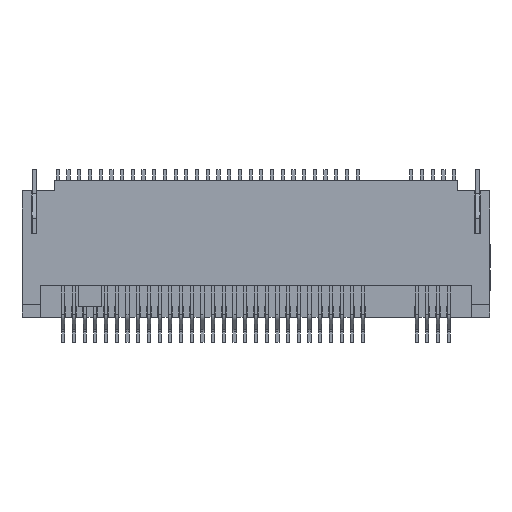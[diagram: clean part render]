
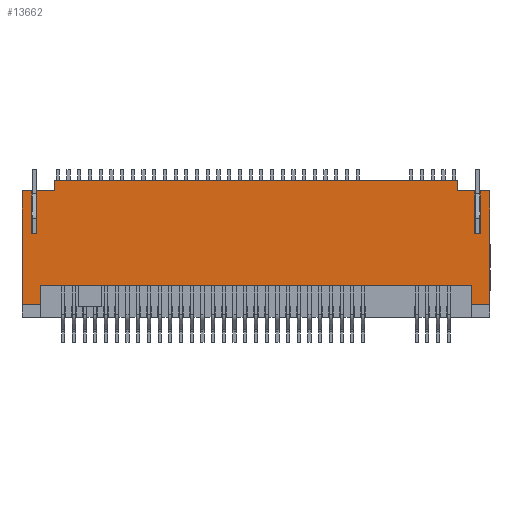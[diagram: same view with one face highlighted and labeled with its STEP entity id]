
A CAD part, top view. The second image highlights one B-rep face of the part: STEP entity #13662.
In plain terms, the highlighted planar face has unit normal (0, 0, 1).
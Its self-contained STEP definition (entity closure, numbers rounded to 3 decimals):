
#8264 = VERTEX_POINT('',#8265);
#8265 = CARTESIAN_POINT('',(-10.075,-1.465,
    2.05));
#8312 = VERTEX_POINT('',#8313);
#8313 = CARTESIAN_POINT('',(10.075,-1.465,
    2.05));
#8319 = EDGE_CURVE('',#8312,#8264,#8320,.T.);
#8320 = LINE('',#8321,#8322);
#8321 = CARTESIAN_POINT('',(-10.075,-1.465,
    2.05));
#8322 = VECTOR('',#8323,1.);
#8323 = DIRECTION('',(-1.,0.,-0.));
#11099 = VERTEX_POINT('',#11100);
#11100 = CARTESIAN_POINT('',(-9.425,3.435,
    2.05));
#11106 = EDGE_CURVE('',#11107,#11099,#11109,.T.);
#11107 = VERTEX_POINT('',#11108);
#11108 = CARTESIAN_POINT('',(9.425,3.435,
    2.05));
#11109 = LINE('',#11110,#11111);
#11110 = CARTESIAN_POINT('',(-10.925,3.435,
    2.05));
#11111 = VECTOR('',#11112,1.);
#11112 = DIRECTION('',(-1.,-0.,-0.));
#12596 = VERTEX_POINT('',#12597);
#12597 = CARTESIAN_POINT('',(10.475,2.935,
    2.05));
#12603 = EDGE_CURVE('',#12596,#12604,#12606,.T.);
#12604 = VERTEX_POINT('',#12605);
#12605 = CARTESIAN_POINT('',(10.925,2.935,
    2.05));
#12606 = LINE('',#12607,#12608);
#12607 = CARTESIAN_POINT('',(10.925,2.935,
    2.05));
#12608 = VECTOR('',#12609,1.);
#12609 = DIRECTION('',(1.,0.,0.));
#12652 = VERTEX_POINT('',#12653);
#12653 = CARTESIAN_POINT('',(-10.925,2.935,
    2.05));
#12659 = EDGE_CURVE('',#12652,#12660,#12662,.T.);
#12660 = VERTEX_POINT('',#12661);
#12661 = CARTESIAN_POINT('',(-10.475,2.935,2.05
    ));
#12662 = LINE('',#12663,#12664);
#12663 = CARTESIAN_POINT('',(-10.925,2.935,
    2.05));
#12664 = VECTOR('',#12665,1.);
#12665 = DIRECTION('',(1.,0.,0.));
#13595 = EDGE_CURVE('',#13596,#12604,#13598,.T.);
#13596 = VERTEX_POINT('',#13597);
#13597 = CARTESIAN_POINT('',(10.925,-2.365,
    2.05));
#13598 = LINE('',#13599,#13600);
#13599 = CARTESIAN_POINT('',(10.925,3.435,
    2.05));
#13600 = VECTOR('',#13601,1.);
#13601 = DIRECTION('',(0.,1.,0.));
#13644 = VERTEX_POINT('',#13645);
#13645 = CARTESIAN_POINT('',(-10.925,-2.365,
    2.05));
#13651 = EDGE_CURVE('',#12652,#13644,#13652,.T.);
#13652 = LINE('',#13653,#13654);
#13653 = CARTESIAN_POINT('',(-10.925,3.435,
    2.05));
#13654 = VECTOR('',#13655,1.);
#13655 = DIRECTION('',(0.,-1.,0.));
#13662 = ADVANCED_FACE('',(#13663),#13775,.T.);
#13663 = FACE_BOUND('',#13664,.T.);
#13664 = EDGE_LOOP('',(#13665,#13673,#13674,#13675,#13683,#13689,#13690,
    #13698,#13704,#13705,#13706,#13714,#13722,#13730,#13738,#13744,
    #13745,#13753,#13761,#13769));
#13665 = ORIENTED_EDGE('',*,*,#13666,.F.);
#13666 = EDGE_CURVE('',#12660,#13667,#13669,.T.);
#13667 = VERTEX_POINT('',#13668);
#13668 = CARTESIAN_POINT('',(-10.475,0.935,2.05
    ));
#13669 = LINE('',#13670,#13671);
#13670 = CARTESIAN_POINT('',(-10.475,0.235,2.05
    ));
#13671 = VECTOR('',#13672,1.);
#13672 = DIRECTION('',(0.,-1.,0.));
#13673 = ORIENTED_EDGE('',*,*,#12659,.F.);
#13674 = ORIENTED_EDGE('',*,*,#13651,.T.);
#13675 = ORIENTED_EDGE('',*,*,#13676,.F.);
#13676 = EDGE_CURVE('',#13677,#13644,#13679,.T.);
#13677 = VERTEX_POINT('',#13678);
#13678 = CARTESIAN_POINT('',(-10.075,-2.365,
    2.05));
#13679 = LINE('',#13680,#13681);
#13680 = CARTESIAN_POINT('',(10.925,-2.365,
    2.05));
#13681 = VECTOR('',#13682,1.);
#13682 = DIRECTION('',(-1.,0.,-0.));
#13683 = ORIENTED_EDGE('',*,*,#13684,.F.);
#13684 = EDGE_CURVE('',#8264,#13677,#13685,.T.);
#13685 = LINE('',#13686,#13687);
#13686 = CARTESIAN_POINT('',(-10.075,-1.465,
    2.05));
#13687 = VECTOR('',#13688,1.);
#13688 = DIRECTION('',(0.,-1.,0.));
#13689 = ORIENTED_EDGE('',*,*,#8319,.F.);
#13690 = ORIENTED_EDGE('',*,*,#13691,.F.);
#13691 = EDGE_CURVE('',#13692,#8312,#13694,.T.);
#13692 = VERTEX_POINT('',#13693);
#13693 = CARTESIAN_POINT('',(10.075,-2.365,
    2.05));
#13694 = LINE('',#13695,#13696);
#13695 = CARTESIAN_POINT('',(10.075,-1.465,
    2.05));
#13696 = VECTOR('',#13697,1.);
#13697 = DIRECTION('',(0.,1.,0.));
#13698 = ORIENTED_EDGE('',*,*,#13699,.F.);
#13699 = EDGE_CURVE('',#13596,#13692,#13700,.T.);
#13700 = LINE('',#13701,#13702);
#13701 = CARTESIAN_POINT('',(10.925,-2.365,
    2.05));
#13702 = VECTOR('',#13703,1.);
#13703 = DIRECTION('',(-1.,0.,-0.));
#13704 = ORIENTED_EDGE('',*,*,#13595,.T.);
#13705 = ORIENTED_EDGE('',*,*,#12603,.F.);
#13706 = ORIENTED_EDGE('',*,*,#13707,.F.);
#13707 = EDGE_CURVE('',#13708,#12596,#13710,.T.);
#13708 = VERTEX_POINT('',#13709);
#13709 = CARTESIAN_POINT('',(10.475,0.935,
    2.05));
#13710 = LINE('',#13711,#13712);
#13711 = CARTESIAN_POINT('',(10.475,0.235,
    2.05));
#13712 = VECTOR('',#13713,1.);
#13713 = DIRECTION('',(0.,1.,0.));
#13714 = ORIENTED_EDGE('',*,*,#13715,.F.);
#13715 = EDGE_CURVE('',#13716,#13708,#13718,.T.);
#13716 = VERTEX_POINT('',#13717);
#13717 = CARTESIAN_POINT('',(10.225,0.935,
    2.05));
#13718 = LINE('',#13719,#13720);
#13719 = CARTESIAN_POINT('',(0.,0.935,
    2.05));
#13720 = VECTOR('',#13721,1.);
#13721 = DIRECTION('',(1.,0.,0.));
#13722 = ORIENTED_EDGE('',*,*,#13723,.F.);
#13723 = EDGE_CURVE('',#13724,#13716,#13726,.T.);
#13724 = VERTEX_POINT('',#13725);
#13725 = CARTESIAN_POINT('',(10.225,2.935,
    2.05));
#13726 = LINE('',#13727,#13728);
#13727 = CARTESIAN_POINT('',(10.225,0.235,
    2.05));
#13728 = VECTOR('',#13729,1.);
#13729 = DIRECTION('',(0.,-1.,0.));
#13730 = ORIENTED_EDGE('',*,*,#13731,.F.);
#13731 = EDGE_CURVE('',#13732,#13724,#13734,.T.);
#13732 = VERTEX_POINT('',#13733);
#13733 = CARTESIAN_POINT('',(9.425,2.935,
    2.05));
#13734 = LINE('',#13735,#13736);
#13735 = CARTESIAN_POINT('',(10.925,2.935,
    2.05));
#13736 = VECTOR('',#13737,1.);
#13737 = DIRECTION('',(1.,0.,0.));
#13738 = ORIENTED_EDGE('',*,*,#13739,.F.);
#13739 = EDGE_CURVE('',#11107,#13732,#13740,.T.);
#13740 = LINE('',#13741,#13742);
#13741 = CARTESIAN_POINT('',(9.425,2.935,
    2.05));
#13742 = VECTOR('',#13743,1.);
#13743 = DIRECTION('',(-0.,-1.,-0.));
#13744 = ORIENTED_EDGE('',*,*,#11106,.T.);
#13745 = ORIENTED_EDGE('',*,*,#13746,.F.);
#13746 = EDGE_CURVE('',#13747,#11099,#13749,.T.);
#13747 = VERTEX_POINT('',#13748);
#13748 = CARTESIAN_POINT('',(-9.425,2.935,
    2.05));
#13749 = LINE('',#13750,#13751);
#13750 = CARTESIAN_POINT('',(-9.425,2.935,
    2.05));
#13751 = VECTOR('',#13752,1.);
#13752 = DIRECTION('',(0.,1.,0.));
#13753 = ORIENTED_EDGE('',*,*,#13754,.F.);
#13754 = EDGE_CURVE('',#13755,#13747,#13757,.T.);
#13755 = VERTEX_POINT('',#13756);
#13756 = CARTESIAN_POINT('',(-10.225,2.935,
    2.05));
#13757 = LINE('',#13758,#13759);
#13758 = CARTESIAN_POINT('',(-10.925,2.935,
    2.05));
#13759 = VECTOR('',#13760,1.);
#13760 = DIRECTION('',(1.,0.,0.));
#13761 = ORIENTED_EDGE('',*,*,#13762,.F.);
#13762 = EDGE_CURVE('',#13763,#13755,#13765,.T.);
#13763 = VERTEX_POINT('',#13764);
#13764 = CARTESIAN_POINT('',(-10.225,0.935,
    2.05));
#13765 = LINE('',#13766,#13767);
#13766 = CARTESIAN_POINT('',(-10.225,0.235,
    2.05));
#13767 = VECTOR('',#13768,1.);
#13768 = DIRECTION('',(0.,1.,0.));
#13769 = ORIENTED_EDGE('',*,*,#13770,.F.);
#13770 = EDGE_CURVE('',#13667,#13763,#13771,.T.);
#13771 = LINE('',#13772,#13773);
#13772 = CARTESIAN_POINT('',(0.,0.935,
    2.05));
#13773 = VECTOR('',#13774,1.);
#13774 = DIRECTION('',(1.,0.,0.));
#13775 = PLANE('',#13776);
#13776 = AXIS2_PLACEMENT_3D('',#13777,#13778,#13779);
#13777 = CARTESIAN_POINT('',(0.,0.235,
    2.05));
#13778 = DIRECTION('',(0.,0.,1.));
#13779 = DIRECTION('',(1.,0.,-0.));
